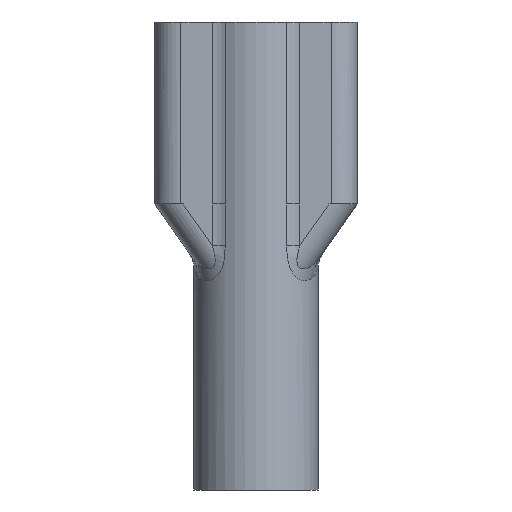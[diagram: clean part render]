
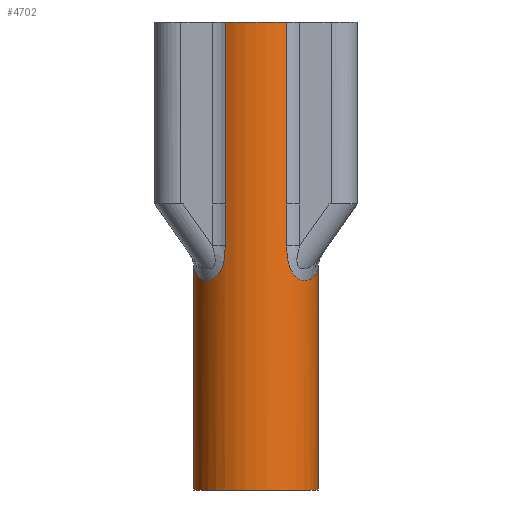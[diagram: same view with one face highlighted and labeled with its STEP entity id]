
A CAD part, front view. The second image highlights one B-rep face of the part: STEP entity #4702.
In plain terms, the highlighted cylindrical face has radius 2.731 mm (diameter 5.461 mm), a partial arc.
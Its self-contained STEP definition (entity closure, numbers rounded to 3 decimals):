
#3726 = VERTEX_POINT('',#3727);
#3727 = CARTESIAN_POINT('',(2.731,1.08,-10.81));
#3769 = VERTEX_POINT('',#3770);
#3770 = CARTESIAN_POINT('',(-2.595,0.229,
    -11.085));
#3777 = EDGE_CURVE('',#3769,#3778,#3780,.T.);
#3778 = VERTEX_POINT('',#3779);
#3779 = CARTESIAN_POINT('',(-2.731,1.08,-10.81));
#3780 = ( BOUNDED_CURVE() B_SPLINE_CURVE(3,(#3781,#3782,#3783,#3784),
.UNSPECIFIED.,.F.,.F.) B_SPLINE_CURVE_WITH_KNOTS((4,4),(5.966,
6.283),.PIECEWISE_BEZIER_KNOTS.) CURVE() 
GEOMETRIC_REPRESENTATION_ITEM() RATIONAL_B_SPLINE_CURVE((1.,
0.992,0.992,1.)) REPRESENTATION_ITEM('') );
#3781 = CARTESIAN_POINT('',(-2.595,0.229,
    -11.085));
#3782 = CARTESIAN_POINT('',(-2.685,0.504,
    -10.902));
#3783 = CARTESIAN_POINT('',(-2.731,0.79,-10.81));
#3784 = CARTESIAN_POINT('',(-2.731,1.08,-10.81));
#3819 = VERTEX_POINT('',#3820);
#3820 = CARTESIAN_POINT('',(2.731,1.08,-20.574));
#3821 = VERTEX_POINT('',#3822);
#3822 = CARTESIAN_POINT('',(-2.731,1.08,-20.574));
#3829 = EDGE_CURVE('',#3821,#3778,#3830,.T.);
#3830 = LINE('',#3831,#3832);
#3831 = CARTESIAN_POINT('',(-2.731,1.08,-18.434));
#3832 = VECTOR('',#3833,1.);
#3833 = DIRECTION('',(0.,0.,1.));
#3928 = EDGE_CURVE('',#3819,#3726,#3929,.T.);
#3929 = LINE('',#3930,#3931);
#3930 = CARTESIAN_POINT('',(2.731,1.08,-18.434));
#3931 = VECTOR('',#3932,1.);
#3932 = DIRECTION('',(0.,0.,1.));
#4674 = VERTEX_POINT('',#4675);
#4675 = CARTESIAN_POINT('',(1.352,-1.293,0.));
#4684 = VERTEX_POINT('',#4685);
#4685 = CARTESIAN_POINT('',(1.352,-1.293,-8.001));
#4692 = EDGE_CURVE('',#4684,#4674,#4693,.T.);
#4693 = LINE('',#4694,#4695);
#4694 = CARTESIAN_POINT('',(1.352,-1.293,
    -18.434));
#4695 = VECTOR('',#4696,1.);
#4696 = DIRECTION('',(0.,0.,1.));
#4702 = ADVANCED_FACE('',(#4703),#4798,.T.);
#4703 = FACE_BOUND('',#4704,.T.);
#4704 = EDGE_LOOP('',(#4705,#4706,#4713,#4714,#4723,#4746,#4752,#4753,
    #4762,#4770,#4778,#4797));
#4705 = ORIENTED_EDGE('',*,*,#3829,.F.);
#4706 = ORIENTED_EDGE('',*,*,#4707,.T.);
#4707 = EDGE_CURVE('',#3821,#3819,#4708,.T.);
#4708 = CIRCLE('',#4709,2.731);
#4709 = AXIS2_PLACEMENT_3D('',#4710,#4711,#4712);
#4710 = CARTESIAN_POINT('',(0.,1.08,-20.574));
#4711 = DIRECTION('',(0.,0.,1.));
#4712 = DIRECTION('',(1.,0.,-0.));
#4713 = ORIENTED_EDGE('',*,*,#3928,.T.);
#4714 = ORIENTED_EDGE('',*,*,#4715,.T.);
#4715 = EDGE_CURVE('',#3726,#4716,#4718,.T.);
#4716 = VERTEX_POINT('',#4717);
#4717 = CARTESIAN_POINT('',(2.595,0.229,
    -11.085));
#4718 = ( BOUNDED_CURVE() B_SPLINE_CURVE(3,(#4719,#4720,#4721,#4722),
.UNSPECIFIED.,.F.,.F.) B_SPLINE_CURVE_WITH_KNOTS((4,4),(0.,0.317
),.PIECEWISE_BEZIER_KNOTS.) CURVE() GEOMETRIC_REPRESENTATION_ITEM() 
RATIONAL_B_SPLINE_CURVE((1.,0.992,0.992,1.)) 
REPRESENTATION_ITEM('') );
#4719 = CARTESIAN_POINT('',(2.731,1.08,-10.81));
#4720 = CARTESIAN_POINT('',(2.731,0.79,-10.81));
#4721 = CARTESIAN_POINT('',(2.685,0.504,
    -10.902));
#4722 = CARTESIAN_POINT('',(2.595,0.229,
    -11.085));
#4723 = ORIENTED_EDGE('',*,*,#4724,.T.);
#4724 = EDGE_CURVE('',#4716,#4725,#4727,.T.);
#4725 = VERTEX_POINT('',#4726);
#4726 = CARTESIAN_POINT('',(1.352,-1.293,
    -9.839));
#4727 = B_SPLINE_CURVE_WITH_KNOTS('',3,(#4728,#4729,#4730,#4731,#4732,
    #4733,#4734,#4735,#4736,#4737,#4738,#4739,#4740,#4741,#4742,#4743,
    #4744,#4745),.UNSPECIFIED.,.F.,.F.,(4,2,2,2,2,2,2,2,4),(
    0.,0.,0.001,
    0.001,0.002,0.002,
    0.002,0.003,0.003),
  .UNSPECIFIED.);
#4728 = CARTESIAN_POINT('',(2.595,0.229,
    -11.085));
#4729 = CARTESIAN_POINT('',(2.56,0.124,-11.155
    ));
#4730 = CARTESIAN_POINT('',(2.518,0.017,
    -11.213));
#4731 = CARTESIAN_POINT('',(2.415,-0.201,
    -11.307));
#4732 = CARTESIAN_POINT('',(2.353,-0.312,
    -11.341));
#4733 = CARTESIAN_POINT('',(2.213,-0.526,
    -11.377));
#4734 = CARTESIAN_POINT('',(2.132,-0.632,
    -11.378));
#4735 = CARTESIAN_POINT('',(1.962,-0.824,
    -11.338));
#4736 = CARTESIAN_POINT('',(1.871,-0.912,
    -11.295));
#4737 = CARTESIAN_POINT('',(1.703,-1.057,
    -11.16));
#4738 = CARTESIAN_POINT('',(1.627,-1.115,
    -11.067));
#4739 = CARTESIAN_POINT('',(1.508,-1.198,
    -10.854));
#4740 = CARTESIAN_POINT('',(1.463,-1.226,
    -10.733));
#4741 = CARTESIAN_POINT('',(1.4,-1.265,-10.485
    ));
#4742 = CARTESIAN_POINT('',(1.381,-1.276,
    -10.357));
#4743 = CARTESIAN_POINT('',(1.356,-1.29,
    -10.099));
#4744 = CARTESIAN_POINT('',(1.352,-1.293,
    -9.969));
#4745 = CARTESIAN_POINT('',(1.352,-1.293,
    -9.839));
#4746 = ORIENTED_EDGE('',*,*,#4747,.T.);
#4747 = EDGE_CURVE('',#4725,#4684,#4748,.T.);
#4748 = LINE('',#4749,#4750);
#4749 = CARTESIAN_POINT('',(1.352,-1.293,
    -18.434));
#4750 = VECTOR('',#4751,1.);
#4751 = DIRECTION('',(0.,0.,1.));
#4752 = ORIENTED_EDGE('',*,*,#4692,.T.);
#4753 = ORIENTED_EDGE('',*,*,#4754,.F.);
#4754 = EDGE_CURVE('',#4755,#4674,#4757,.T.);
#4755 = VERTEX_POINT('',#4756);
#4756 = CARTESIAN_POINT('',(-1.352,-1.293,0.));
#4757 = CIRCLE('',#4758,2.731);
#4758 = AXIS2_PLACEMENT_3D('',#4759,#4760,#4761);
#4759 = CARTESIAN_POINT('',(0.,1.08,0.));
#4760 = DIRECTION('',(-0.,0.,1.));
#4761 = DIRECTION('',(1.,0.,0.));
#4762 = ORIENTED_EDGE('',*,*,#4763,.F.);
#4763 = EDGE_CURVE('',#4764,#4755,#4766,.T.);
#4764 = VERTEX_POINT('',#4765);
#4765 = CARTESIAN_POINT('',(-1.352,-1.293,-8.001));
#4766 = LINE('',#4767,#4768);
#4767 = CARTESIAN_POINT('',(-1.352,-1.293,
    -18.434));
#4768 = VECTOR('',#4769,1.);
#4769 = DIRECTION('',(0.,0.,1.));
#4770 = ORIENTED_EDGE('',*,*,#4771,.T.);
#4771 = EDGE_CURVE('',#4764,#4772,#4774,.T.);
#4772 = VERTEX_POINT('',#4773);
#4773 = CARTESIAN_POINT('',(-1.352,-1.293,
    -9.839));
#4774 = LINE('',#4775,#4776);
#4775 = CARTESIAN_POINT('',(-1.352,-1.293,
    -18.434));
#4776 = VECTOR('',#4777,1.);
#4777 = DIRECTION('',(-0.,-0.,-1.));
#4778 = ORIENTED_EDGE('',*,*,#4779,.T.);
#4779 = EDGE_CURVE('',#4772,#3769,#4780,.T.);
#4780 = B_SPLINE_CURVE_WITH_KNOTS('',3,(#4781,#4782,#4783,#4784,#4785,
    #4786,#4787,#4788,#4789,#4790,#4791,#4792,#4793,#4794,#4795,#4796),
  .UNSPECIFIED.,.F.,.F.,(4,2,2,2,2,2,2,4),(0.,0.001,
    0.001,0.002,0.002,
    0.002,0.003,0.003),
  .UNSPECIFIED.);
#4781 = CARTESIAN_POINT('',(-1.352,-1.293,
    -9.839));
#4782 = CARTESIAN_POINT('',(-1.352,-1.293,
    -10.1));
#4783 = CARTESIAN_POINT('',(-1.369,-1.284,
    -10.363));
#4784 = CARTESIAN_POINT('',(-1.465,-1.225,
    -10.737));
#4785 = CARTESIAN_POINT('',(-1.509,-1.197,
    -10.858));
#4786 = CARTESIAN_POINT('',(-1.63,-1.112,
    -11.072));
#4787 = CARTESIAN_POINT('',(-1.707,-1.055,
    -11.164));
#4788 = CARTESIAN_POINT('',(-1.877,-0.907,
    -11.298));
#4789 = CARTESIAN_POINT('',(-1.965,-0.821,
    -11.339));
#4790 = CARTESIAN_POINT('',(-2.136,-0.626,
    -11.379));
#4791 = CARTESIAN_POINT('',(-2.214,-0.524,
    -11.377));
#4792 = CARTESIAN_POINT('',(-2.354,-0.31,
    -11.341));
#4793 = CARTESIAN_POINT('',(-2.416,-0.198,
    -11.306));
#4794 = CARTESIAN_POINT('',(-2.518,0.018,
    -11.213));
#4795 = CARTESIAN_POINT('',(-2.56,0.124,
    -11.155));
#4796 = CARTESIAN_POINT('',(-2.595,0.229,
    -11.085));
#4797 = ORIENTED_EDGE('',*,*,#3777,.T.);
#4798 = CYLINDRICAL_SURFACE('',#4799,2.731);
#4799 = AXIS2_PLACEMENT_3D('',#4800,#4801,#4802);
#4800 = CARTESIAN_POINT('',(0.,1.08,-18.434));
#4801 = DIRECTION('',(0.,0.,1.));
#4802 = DIRECTION('',(1.,0.,-0.));
